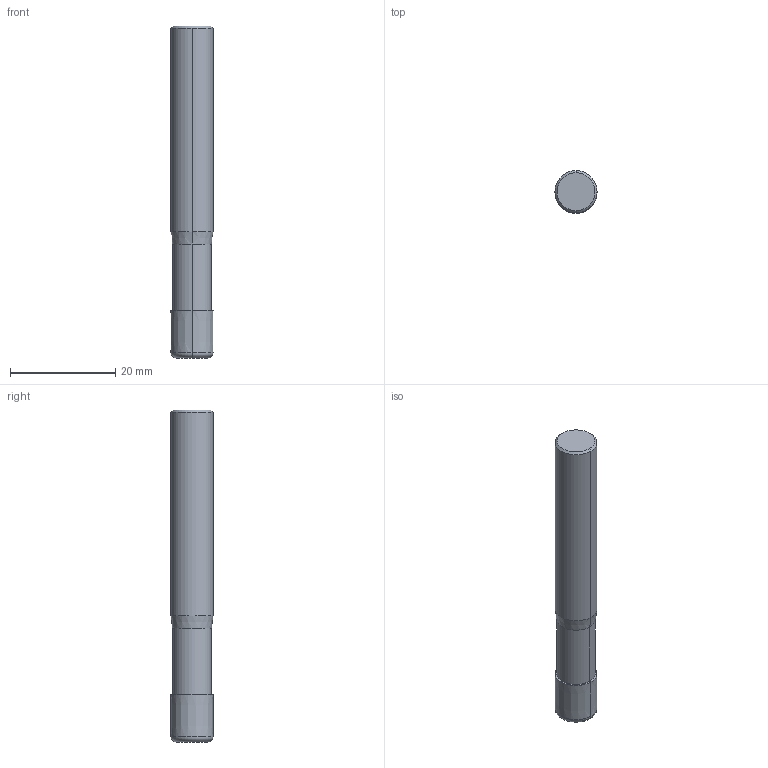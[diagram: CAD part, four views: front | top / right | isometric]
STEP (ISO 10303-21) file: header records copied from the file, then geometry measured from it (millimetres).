
FILE_DESCRIPTION(('no description'),'unknown implementation level');
FILE_NAME('solid_HEe81HugPgZW28vh1dONcaJyCg_1.STP',' ',('CIMSOURCE GmbH'),('CADClick - KiM GmbH - www.kimweb.de'),'unknown preprocess','ACIS','unknown authorization');
FILE_SCHEMA(('automotive_design'));
Length unit declared in the file: millimetre
Products named in the file (2): 1; 2
Bounding box: 8 x 8 x 63 mm (x, y, z)
Volume: 3059.3 mm3; surface area: 1748.5 mm2
Topology: 2 solids, 2 shells, 21 faces, 42 edges, 24 vertices
Faces by surface type: cone 10, plane 5, cylinder 4, torus 2
Entity records: 1067 total; most frequent: DIRECTION 116, CARTESIAN_POINT 89, STYLED_ITEM 85, PRESENTATION_STYLE_ASSIGNMENT 85, COLOUR_RGB 85, ORIENTED_EDGE 76, AXIS2_PLACEMENT_3D 51, EDGE_CURVE 38
